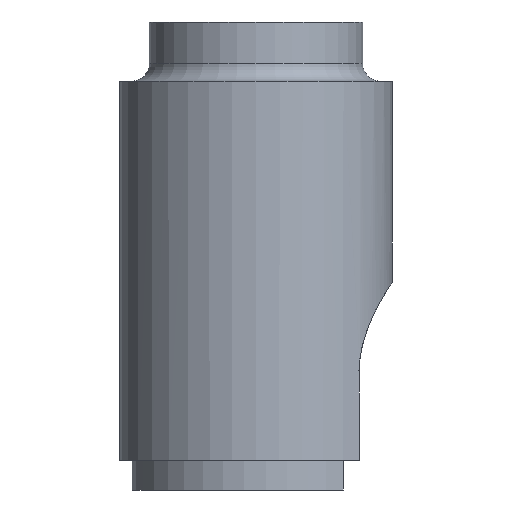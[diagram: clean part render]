
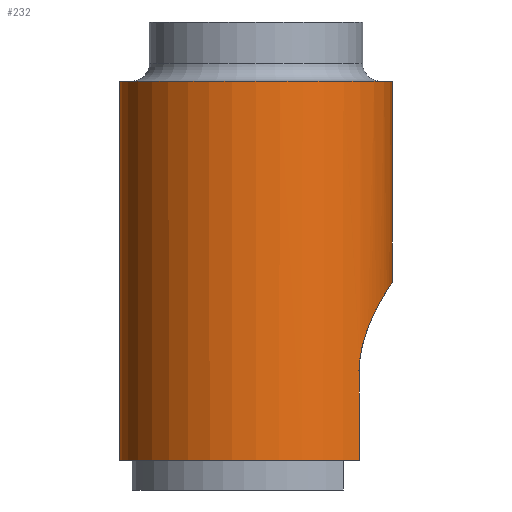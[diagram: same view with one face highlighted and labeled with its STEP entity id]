
A CAD part, left-side view. The second image highlights one B-rep face of the part: STEP entity #232.
In plain terms, the highlighted cylindrical face has radius 2.3 mm (diameter 4.6 mm), a full revolution.
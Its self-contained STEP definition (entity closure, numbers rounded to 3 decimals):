
#25=LINE('',#392,#37);
#26=LINE('',#405,#38);
#37=VECTOR('',#311,1000.);
#38=VECTOR('',#312,1000.);
#48=B_SPLINE_CURVE_WITH_KNOTS('',3,(#395,#396,#397,#398,#399,#400,#401,
#402,#403),.UNSPECIFIED.,.F.,.F.,(4,1,1,1,1,1,4),(0.,0.001,
0.002,0.002,0.003,0.004,
0.005),.UNSPECIFIED.);
#65=ORIENTED_EDGE('',*,*,#119,.F.);
#66=ORIENTED_EDGE('',*,*,#120,.F.);
#67=ORIENTED_EDGE('',*,*,#121,.F.);
#68=ORIENTED_EDGE('',*,*,#122,.F.);
#69=ORIENTED_EDGE('',*,*,#123,.T.);
#119=EDGE_CURVE('',#146,#147,#25,.T.);
#120=EDGE_CURVE('',#148,#146,#48,.T.);
#121=EDGE_CURVE('',#149,#148,#26,.F.);
#122=EDGE_CURVE('',#147,#149,#164,.T.);
#123=EDGE_CURVE('',#150,#150,#165,.T.);
#146=VERTEX_POINT('',#393);
#147=VERTEX_POINT('',#394);
#148=VERTEX_POINT('',#404);
#149=VERTEX_POINT('',#406);
#150=VERTEX_POINT('',#409);
#164=CIRCLE('',#268,2.3);
#165=CIRCLE('',#269,2.3);
#177=EDGE_LOOP('',(#65,#66,#67,#68));
#178=EDGE_LOOP('',(#69));
#203=FACE_BOUND('',#177,.T.);
#204=FACE_BOUND('',#178,.T.);
#225=CYLINDRICAL_SURFACE('',#267,2.3);
#232=ADVANCED_FACE('',(#203,#204),#225,.T.);
#267=AXIS2_PLACEMENT_3D('',#391,#309,#310);
#268=AXIS2_PLACEMENT_3D('',#407,#313,#314);
#269=AXIS2_PLACEMENT_3D('',#408,#315,#316);
#309=DIRECTION('',(0.,0.,-1.));
#310=DIRECTION('',(-1.,0.,0.));
#311=DIRECTION('',(0.,0.,-1.));
#312=DIRECTION('',(0.,0.,-1.));
#313=DIRECTION('',(0.,0.,-1.));
#314=DIRECTION('',(-1.,0.,0.));
#315=DIRECTION('',(0.,0.,-1.));
#316=DIRECTION('',(-1.,0.,0.));
#391=CARTESIAN_POINT('',(0.,0.,6.));
#392=CARTESIAN_POINT('',(-1.5,-1.744,2.355));
#393=CARTESIAN_POINT('',(-1.5,-1.744,3.111));
#394=CARTESIAN_POINT('',(-1.5,-1.744,1.6));
#395=CARTESIAN_POINT('',(1.5,-1.744,3.111));
#396=CARTESIAN_POINT('',(1.5,-1.744,3.521));
#397=CARTESIAN_POINT('',(1.249,-1.977,4.085));
#398=CARTESIAN_POINT('',(0.609,-2.242,4.524));
#399=CARTESIAN_POINT('',(0.004,-2.329,4.654));
#400=CARTESIAN_POINT('',(-0.607,-2.243,4.526));
#401=CARTESIAN_POINT('',(-1.25,-1.976,4.083));
#402=CARTESIAN_POINT('',(-1.5,-1.744,3.522));
#403=CARTESIAN_POINT('',(-1.5,-1.744,3.111));
#404=CARTESIAN_POINT('',(1.5,-1.744,3.111));
#405=CARTESIAN_POINT('',(1.5,-1.744,2.355));
#406=CARTESIAN_POINT('',(1.5,-1.744,1.6));
#407=CARTESIAN_POINT('',(0.,0.,1.6));
#408=CARTESIAN_POINT('',(0.,0.,8.));
#409=CARTESIAN_POINT('',(-2.3,0.,8.));
